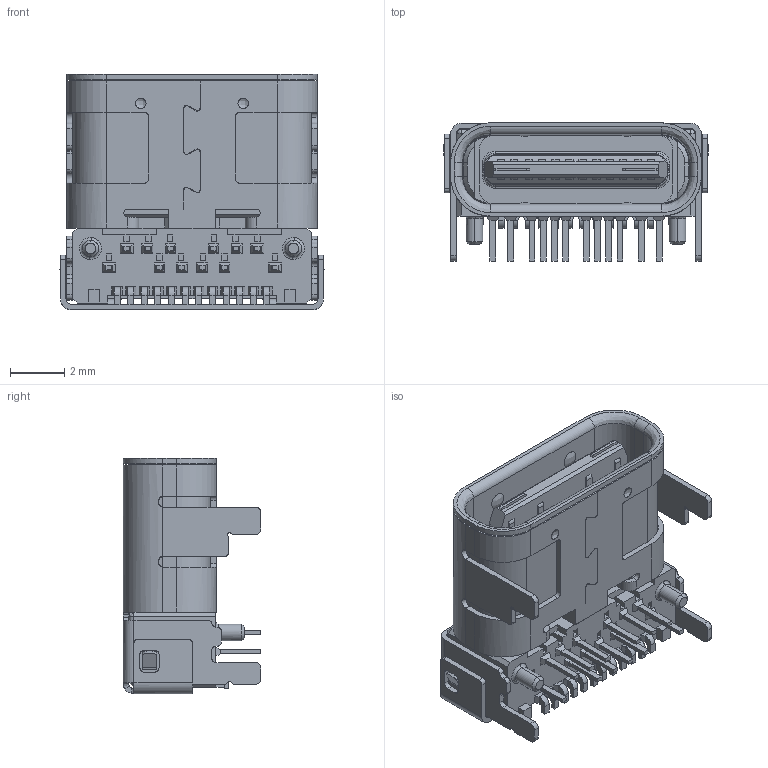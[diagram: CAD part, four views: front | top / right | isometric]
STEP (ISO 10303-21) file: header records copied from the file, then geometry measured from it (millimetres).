
FILE_DESCRIPTION (( 'STEP AP203' ), '1' );
FILE_NAME ('210-10017-02_D 3D Model.STEP', '2020-07-16T02:23:12', ( '' ), ( '' ), 'SwSTEP 2.0', 'SolidWorks 2016', '' );
FILE_SCHEMA (( 'CONFIG_CONTROL_DESIGN' ));
Length unit declared in the file: millimetre
Products named in the file (1): 210-10017-02_D 3D Model
Bounding box: 9.71 x 5.06 x 8.65 mm (x, y, z)
Volume: 167.1 mm3; surface area: 939.9 mm2
Topology: 1 solids, 13 shells, 1448 faces, 3928 edges, 2509 vertices
Faces by surface type: plane 1046, cylinder 318, bspline 54, cone 30
Entity records: 47978 total; most frequent: CARTESIAN_POINT 13030, ORIENTED_EDGE 7816, DIRECTION 6281, EDGE_CURVE 3908, LINE 2797, VECTOR 2797, VERTEX_POINT 2501, AXIS2_PLACEMENT_3D 1742
